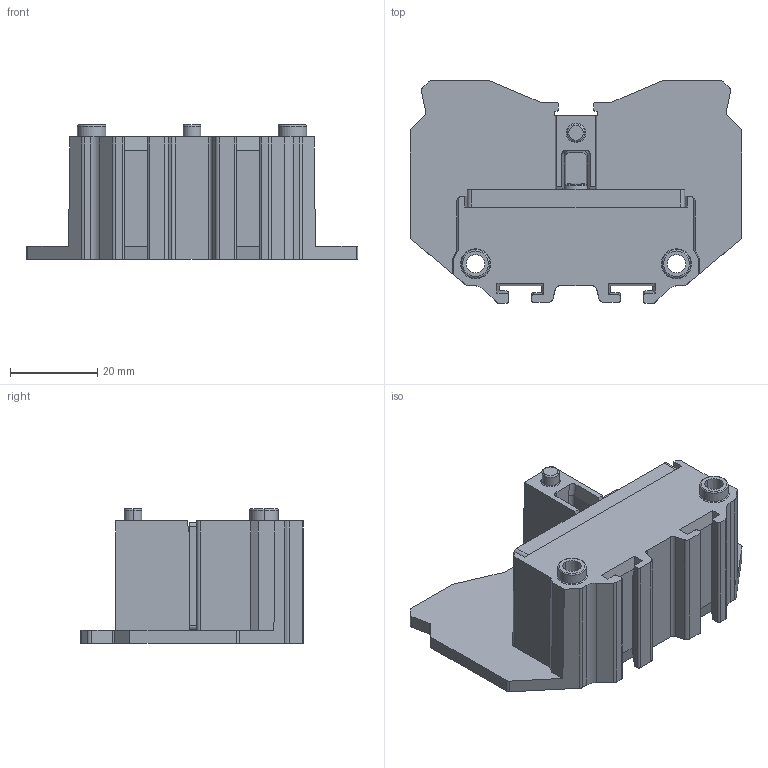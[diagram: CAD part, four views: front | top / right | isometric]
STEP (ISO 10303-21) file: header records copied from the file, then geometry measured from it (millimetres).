
FILE_DESCRIPTION((''),'2;1');
FILE_NAME('UTD-150_SW0001','2022-07-13T10:01:10',('Administrator'),(''),'CREO PARAMETRIC BY PTC INC, 2016510','CREO PARAMETRIC BY PTC INC, 2016510','');
FILE_SCHEMA(('CONFIG_CONTROL_DESIGN','SHAPE_APPEARANCE_LAYERS_GROUPS'));
Length unit declared in the file: millimetre
Products named in the file (1): UTD-150_SW0001
Bounding box: 76 x 51 x 30.8 mm (x, y, z)
Volume: 42341.7 mm3; surface area: 15295.7 mm2
Topology: 1 solids, 1 shells, 197 faces, 530 edges, 335 vertices
Faces by surface type: plane 105, cylinder 64, torus 18, cone 8, bspline 2
Entity records: 6382 total; most frequent: CARTESIAN_POINT 1327, ORIENTED_EDGE 1056, DIRECTION 1022, EDGE_CURVE 528, VECTOR 352, LINE 352, AXIS2_PLACEMENT_3D 335, VERTEX_POINT 335
